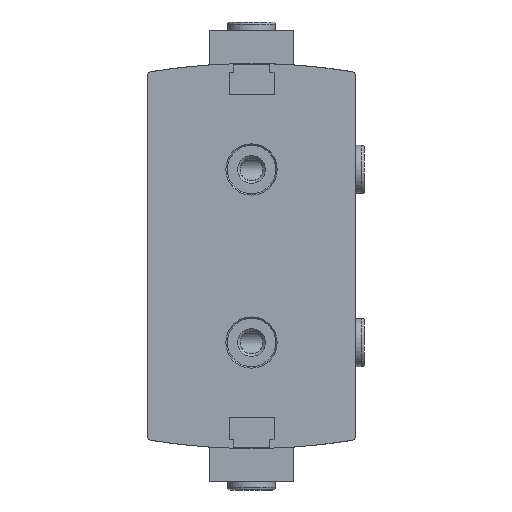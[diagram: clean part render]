
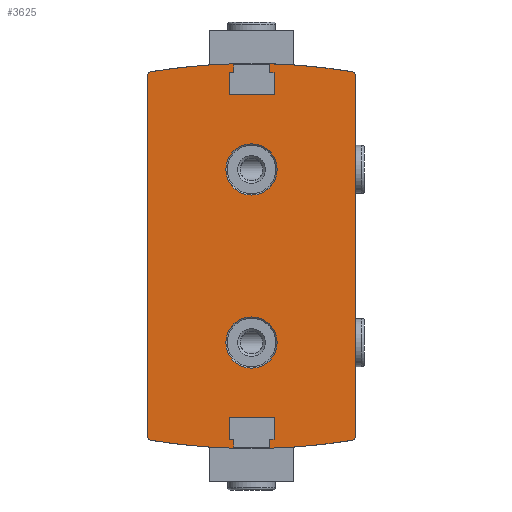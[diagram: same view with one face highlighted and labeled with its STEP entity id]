
A CAD part, front view. The second image highlights one B-rep face of the part: STEP entity #3625.
In plain terms, the highlighted planar face has unit normal (0, -1, 0).
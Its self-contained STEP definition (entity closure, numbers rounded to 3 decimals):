
#136=LINE('',#5114,#377);
#141=LINE('',#5132,#382);
#145=LINE('',#5140,#386);
#148=LINE('',#5146,#389);
#151=LINE('',#5152,#392);
#154=LINE('',#5158,#395);
#157=LINE('',#5164,#398);
#160=LINE('',#5170,#401);
#165=LINE('',#5187,#406);
#169=LINE('',#5199,#410);
#172=LINE('',#5205,#413);
#175=LINE('',#5211,#416);
#178=LINE('',#5217,#419);
#181=LINE('',#5223,#422);
#184=LINE('',#5229,#425);
#187=LINE('',#5235,#428);
#377=VECTOR('',#4235,1000.);
#382=VECTOR('',#4254,1000.);
#386=VECTOR('',#4260,1000.);
#389=VECTOR('',#4265,1000.);
#392=VECTOR('',#4270,1000.);
#395=VECTOR('',#4275,1000.);
#398=VECTOR('',#4280,1000.);
#401=VECTOR('',#4285,1000.);
#406=VECTOR('',#4304,1000.);
#410=VECTOR('',#4318,1000.);
#413=VECTOR('',#4323,1000.);
#416=VECTOR('',#4328,1000.);
#419=VECTOR('',#4333,1000.);
#422=VECTOR('',#4338,1000.);
#425=VECTOR('',#4343,1000.);
#428=VECTOR('',#4348,1000.);
#590=PLANE('',#3868);
#894=ORIENTED_EDGE('',*,*,#1598,.F.);
#895=ORIENTED_EDGE('',*,*,#1599,.F.);
#896=ORIENTED_EDGE('',*,*,#1512,.F.);
#897=ORIENTED_EDGE('',*,*,#1591,.F.);
#898=ORIENTED_EDGE('',*,*,#1579,.F.);
#899=ORIENTED_EDGE('',*,*,#1576,.F.);
#900=ORIENTED_EDGE('',*,*,#1573,.F.);
#901=ORIENTED_EDGE('',*,*,#1570,.F.);
#902=ORIENTED_EDGE('',*,*,#1567,.F.);
#903=ORIENTED_EDGE('',*,*,#1564,.F.);
#904=ORIENTED_EDGE('',*,*,#1561,.F.);
#905=ORIENTED_EDGE('',*,*,#1559,.F.);
#906=ORIENTED_EDGE('',*,*,#1557,.F.);
#907=ORIENTED_EDGE('',*,*,#1555,.F.);
#908=ORIENTED_EDGE('',*,*,#1551,.F.);
#909=ORIENTED_EDGE('',*,*,#1549,.F.);
#910=ORIENTED_EDGE('',*,*,#1546,.F.);
#911=ORIENTED_EDGE('',*,*,#1543,.F.);
#912=ORIENTED_EDGE('',*,*,#1540,.F.);
#913=ORIENTED_EDGE('',*,*,#1537,.F.);
#914=ORIENTED_EDGE('',*,*,#1534,.F.);
#915=ORIENTED_EDGE('',*,*,#1531,.F.);
#916=ORIENTED_EDGE('',*,*,#1527,.F.);
#917=ORIENTED_EDGE('',*,*,#1524,.F.);
#918=ORIENTED_EDGE('',*,*,#1521,.F.);
#919=ORIENTED_EDGE('',*,*,#1518,.F.);
#1512=EDGE_CURVE('',#1881,#1882,#2105,.T.);
#1518=EDGE_CURVE('',#1882,#1887,#136,.T.);
#1521=EDGE_CURVE('',#1887,#1889,#2109,.T.);
#1524=EDGE_CURVE('',#1889,#1891,#2111,.T.);
#1527=EDGE_CURVE('',#1891,#1893,#141,.T.);
#1531=EDGE_CURVE('',#1893,#1896,#145,.T.);
#1534=EDGE_CURVE('',#1896,#1898,#148,.T.);
#1537=EDGE_CURVE('',#1898,#1900,#151,.T.);
#1540=EDGE_CURVE('',#1900,#1902,#154,.T.);
#1543=EDGE_CURVE('',#1902,#1904,#157,.T.);
#1546=EDGE_CURVE('',#1904,#1906,#160,.T.);
#1549=EDGE_CURVE('',#1906,#1907,#2113,.T.);
#1551=EDGE_CURVE('',#1907,#1908,#2114,.T.);
#1555=EDGE_CURVE('',#1908,#1911,#165,.T.);
#1557=EDGE_CURVE('',#1911,#1912,#2117,.T.);
#1559=EDGE_CURVE('',#1912,#1913,#2118,.T.);
#1561=EDGE_CURVE('',#1913,#1914,#169,.T.);
#1564=EDGE_CURVE('',#1914,#1916,#172,.T.);
#1567=EDGE_CURVE('',#1916,#1918,#175,.T.);
#1570=EDGE_CURVE('',#1918,#1920,#178,.T.);
#1573=EDGE_CURVE('',#1920,#1922,#181,.T.);
#1576=EDGE_CURVE('',#1922,#1924,#184,.T.);
#1579=EDGE_CURVE('',#1924,#1926,#187,.T.);
#1591=EDGE_CURVE('',#1926,#1881,#2123,.T.);
#1598=EDGE_CURVE('',#1941,#1941,#2129,.T.);
#1599=EDGE_CURVE('',#1942,#1942,#2130,.T.);
#1881=VERTEX_POINT('',#5102);
#1882=VERTEX_POINT('',#5103);
#1887=VERTEX_POINT('',#5115);
#1889=VERTEX_POINT('',#5121);
#1891=VERTEX_POINT('',#5127);
#1893=VERTEX_POINT('',#5133);
#1896=VERTEX_POINT('',#5141);
#1898=VERTEX_POINT('',#5147);
#1900=VERTEX_POINT('',#5153);
#1902=VERTEX_POINT('',#5159);
#1904=VERTEX_POINT('',#5165);
#1906=VERTEX_POINT('',#5171);
#1907=VERTEX_POINT('',#5176);
#1908=VERTEX_POINT('',#5180);
#1911=VERTEX_POINT('',#5188);
#1912=VERTEX_POINT('',#5192);
#1913=VERTEX_POINT('',#5196);
#1914=VERTEX_POINT('',#5200);
#1916=VERTEX_POINT('',#5206);
#1918=VERTEX_POINT('',#5212);
#1920=VERTEX_POINT('',#5218);
#1922=VERTEX_POINT('',#5224);
#1924=VERTEX_POINT('',#5230);
#1926=VERTEX_POINT('',#5236);
#1941=VERTEX_POINT('',#5285);
#1942=VERTEX_POINT('',#5287);
#2105=CIRCLE('',#3820,0.5);
#2109=CIRCLE('',#3826,0.5);
#2111=CIRCLE('',#3829,90.);
#2113=CIRCLE('',#3839,90.);
#2114=CIRCLE('',#3841,0.5);
#2117=CIRCLE('',#3846,0.5);
#2118=CIRCLE('',#3848,90.);
#2123=CIRCLE('',#3861,90.);
#2129=CIRCLE('',#3869,3.7);
#2130=CIRCLE('',#3870,3.7);
#2239=EDGE_LOOP('',(#894));
#2240=EDGE_LOOP('',(#895));
#2241=EDGE_LOOP('',(#896,#897,#898,#899,#900,#901,#902,#903,#904,#905,#906,
#907,#908,#909,#910,#911,#912,#913,#914,#915,#916,#917,#918,#919));
#2468=FACE_BOUND('',#2239,.T.);
#2469=FACE_BOUND('',#2240,.T.);
#2470=FACE_BOUND('',#2241,.T.);
#3625=ADVANCED_FACE('',(#2468,#2469,#2470),#590,.F.);
#3820=AXIS2_PLACEMENT_3D('',#5101,#4223,#4224);
#3826=AXIS2_PLACEMENT_3D('',#5120,#4240,#4241);
#3829=AXIS2_PLACEMENT_3D('',#5126,#4247,#4248);
#3839=AXIS2_PLACEMENT_3D('',#5175,#4290,#4291);
#3841=AXIS2_PLACEMENT_3D('',#5179,#4295,#4296);
#3846=AXIS2_PLACEMENT_3D('',#5191,#4308,#4309);
#3848=AXIS2_PLACEMENT_3D('',#5195,#4313,#4314);
#3861=AXIS2_PLACEMENT_3D('',#5271,#4364,#4365);
#3868=AXIS2_PLACEMENT_3D('',#5283,#4379,#4380);
#3869=AXIS2_PLACEMENT_3D('',#5284,#4381,#4382);
#3870=AXIS2_PLACEMENT_3D('',#5286,#4383,#4384);
#4223=DIRECTION('',(0.,1.,0.));
#4224=DIRECTION('',(1.,0.,0.));
#4235=DIRECTION('',(0.,0.,1.));
#4240=DIRECTION('',(0.,1.,0.));
#4241=DIRECTION('',(1.,0.,0.));
#4247=DIRECTION('',(0.,1.,0.));
#4248=DIRECTION('',(1.,0.,0.));
#4254=DIRECTION('',(0.,0.,-1.));
#4260=DIRECTION('',(-1.,0.,0.));
#4265=DIRECTION('',(0.,0.,-1.));
#4270=DIRECTION('',(1.,0.,0.));
#4275=DIRECTION('',(0.,0.,1.));
#4280=DIRECTION('',(-1.,0.,0.));
#4285=DIRECTION('',(0.,0.,1.));
#4290=DIRECTION('',(0.,1.,0.));
#4291=DIRECTION('',(1.,0.,0.));
#4295=DIRECTION('',(0.,1.,0.));
#4296=DIRECTION('',(1.,0.,0.));
#4304=DIRECTION('',(0.,0.,-1.));
#4308=DIRECTION('',(0.,1.,0.));
#4309=DIRECTION('',(1.,0.,0.));
#4313=DIRECTION('',(0.,1.,0.));
#4314=DIRECTION('',(1.,0.,0.));
#4318=DIRECTION('',(0.,0.,1.));
#4323=DIRECTION('',(1.,0.,0.));
#4328=DIRECTION('',(0.,0.,1.));
#4333=DIRECTION('',(-1.,0.,0.));
#4338=DIRECTION('',(0.,0.,-1.));
#4343=DIRECTION('',(1.,0.,0.));
#4348=DIRECTION('',(0.,0.,-1.));
#4364=DIRECTION('',(0.,1.,0.));
#4365=DIRECTION('',(1.,0.,0.));
#4379=DIRECTION('',(0.,1.,0.));
#4380=DIRECTION('',(0.,0.,1.));
#4381=DIRECTION('',(0.,-1.,0.));
#4382=DIRECTION('',(0.,0.,-1.));
#4383=DIRECTION('',(0.,-1.,0.));
#4384=DIRECTION('',(0.,0.,-1.));
#5101=CARTESIAN_POINT('',(-14.5,0.,-26.118));
#5102=CARTESIAN_POINT('',(-14.581,0.,-26.611));
#5103=CARTESIAN_POINT('',(-15.,0.,-26.118));
#5114=CARTESIAN_POINT('',(-15.,0.,-26.118));
#5115=CARTESIAN_POINT('',(-15.,0.,26.118));
#5120=CARTESIAN_POINT('',(-14.5,0.,26.118));
#5121=CARTESIAN_POINT('',(-14.581,0.,26.611));
#5126=CARTESIAN_POINT('',(0.,0.,-62.2));
#5127=CARTESIAN_POINT('',(-2.6,0.,27.762));
#5132=CARTESIAN_POINT('',(-2.6,0.,27.762));
#5133=CARTESIAN_POINT('',(-2.6,0.,26.5));
#5140=CARTESIAN_POINT('',(-2.6,0.,26.5));
#5141=CARTESIAN_POINT('',(-3.25,0.,26.5));
#5146=CARTESIAN_POINT('',(-3.25,0.,26.5));
#5147=CARTESIAN_POINT('',(-3.25,0.,23.3));
#5152=CARTESIAN_POINT('',(-3.25,0.,23.3));
#5153=CARTESIAN_POINT('',(3.25,0.,23.3));
#5158=CARTESIAN_POINT('',(3.25,0.,23.3));
#5159=CARTESIAN_POINT('',(3.25,0.,26.5));
#5164=CARTESIAN_POINT('',(3.25,0.,26.5));
#5165=CARTESIAN_POINT('',(2.6,0.,26.5));
#5170=CARTESIAN_POINT('',(2.6,0.,26.5));
#5171=CARTESIAN_POINT('',(2.6,0.,27.762));
#5175=CARTESIAN_POINT('',(0.,0.,-62.2));
#5176=CARTESIAN_POINT('',(14.581,0.,26.611));
#5179=CARTESIAN_POINT('',(14.5,0.,26.118));
#5180=CARTESIAN_POINT('',(15.,0.,26.118));
#5187=CARTESIAN_POINT('',(15.,0.,26.118));
#5188=CARTESIAN_POINT('',(15.,0.,-26.118));
#5191=CARTESIAN_POINT('',(14.5,0.,-26.118));
#5192=CARTESIAN_POINT('',(14.581,0.,-26.611));
#5195=CARTESIAN_POINT('',(0.,0.,62.2));
#5196=CARTESIAN_POINT('',(2.6,0.,-27.762));
#5199=CARTESIAN_POINT('',(2.6,0.,-27.762));
#5200=CARTESIAN_POINT('',(2.6,0.,-26.5));
#5205=CARTESIAN_POINT('',(2.6,0.,-26.5));
#5206=CARTESIAN_POINT('',(3.25,0.,-26.5));
#5211=CARTESIAN_POINT('',(3.25,0.,-26.5));
#5212=CARTESIAN_POINT('',(3.25,0.,-23.3));
#5217=CARTESIAN_POINT('',(3.25,0.,-23.3));
#5218=CARTESIAN_POINT('',(-3.25,0.,-23.3));
#5223=CARTESIAN_POINT('',(-3.25,0.,-23.3));
#5224=CARTESIAN_POINT('',(-3.25,0.,-26.5));
#5229=CARTESIAN_POINT('',(-3.25,0.,-26.5));
#5230=CARTESIAN_POINT('',(-2.6,0.,-26.5));
#5235=CARTESIAN_POINT('',(-2.6,0.,-26.5));
#5236=CARTESIAN_POINT('',(-2.6,0.,-27.762));
#5271=CARTESIAN_POINT('',(0.,0.,62.2));
#5283=CARTESIAN_POINT('',(-14.5,0.,-26.118));
#5284=CARTESIAN_POINT('',(0.,0.,-12.5));
#5285=CARTESIAN_POINT('',(0.,0.,-16.2));
#5286=CARTESIAN_POINT('',(0.,0.,12.5));
#5287=CARTESIAN_POINT('',(0.,0.,8.8));
